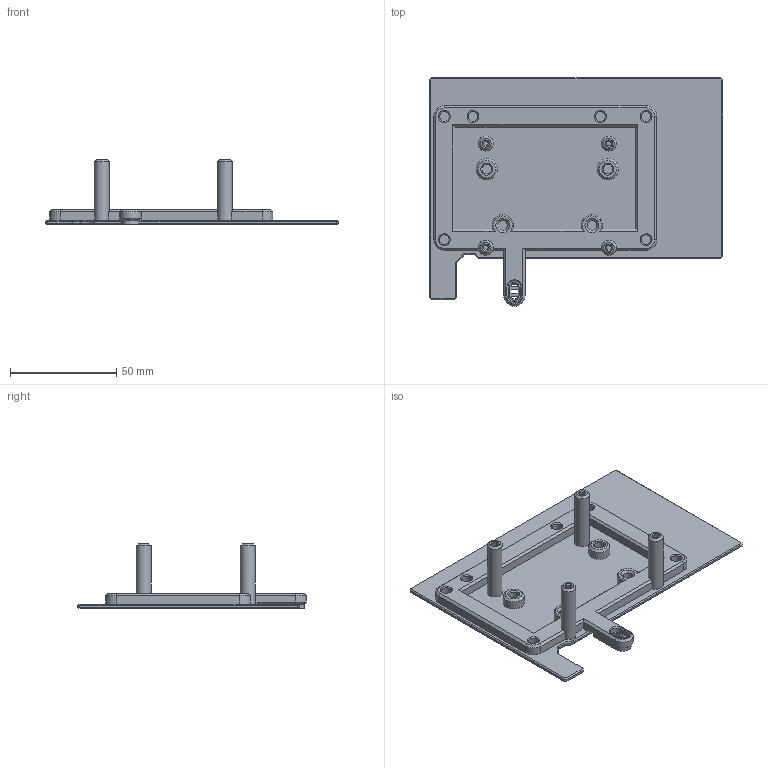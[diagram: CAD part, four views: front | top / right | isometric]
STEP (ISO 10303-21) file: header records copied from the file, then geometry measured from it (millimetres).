
FILE_DESCRIPTION(/* description */ (''),/* implementation_level */ '2;1');
FILE_NAME(/* name */ 'Lower Electronics Raspberry Pi Base Wall v39.step',/* time_stamp */ '2025-09-15T10:51:33-04:00',/* author */ (''),/* organization */ (''),/* preprocessor_version */ 'ST-DEVELOPER v20.1',/* originating_system */ 'Autodesk Translation Framework v14.17.0.0',/* authorisation */ '');
FILE_SCHEMA (('AUTOMOTIVE_DESIGN { 1 0 10303 214 3 1 1 }'));
Length unit declared in the file: millimetre
Products named in the file (1): Lower Electronics Raspberry Pi Base Wall
Bounding box: 138 x 107.5 x 30.5 mm (x, y, z)
Volume: 43125.1 mm3; surface area: 32939.4 mm2
Topology: 1 solids, 1 shells, 321 faces, 809 edges, 507 vertices
Faces by surface type: plane 241, cylinder 46, cone 34
Full cylindrical faces by diameter (mm): 2.4 x4, 4.6 x10, 7 x4, 10 x2
Entity records: 9518 total; most frequent: CARTESIAN_POINT 1646, ORIENTED_EDGE 1618, DIRECTION 1599, EDGE_CURVE 809, LINE 655, VECTOR 655, VERTEX_POINT 507, AXIS2_PLACEMENT_3D 472
